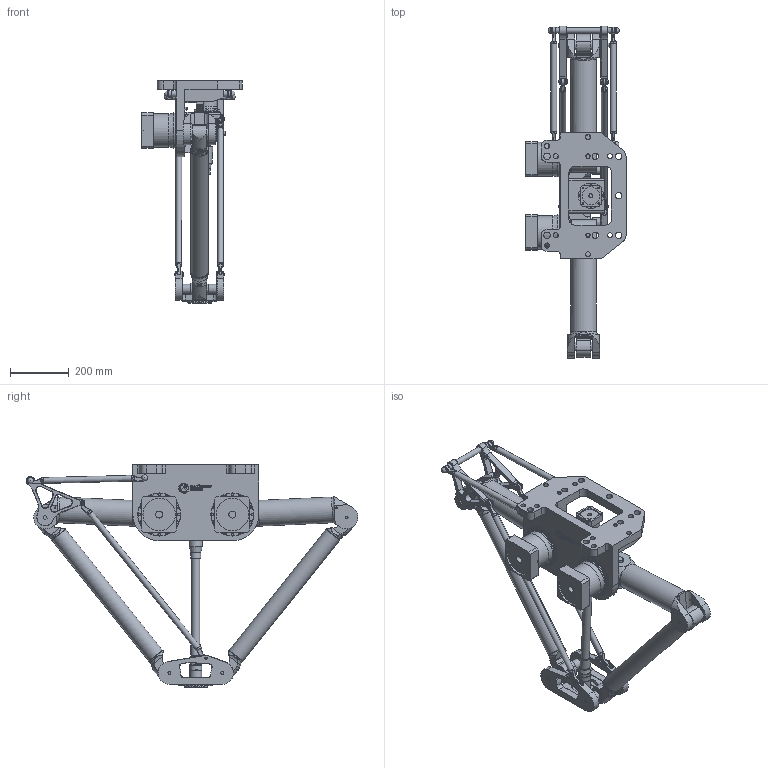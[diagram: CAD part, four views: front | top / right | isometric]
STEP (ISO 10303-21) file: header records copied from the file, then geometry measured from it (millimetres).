
FILE_DESCRIPTION(/* description */ (''),/* implementation_level */ '2;1');
FILE_NAME(/* name */ '3D-model_A_00921.stp',/* time_stamp */ '2022-02-23T09:15:17+01:00',/* author */ ('michael.schutter'),/* organization */ ('Majatronic'),/* preprocessor_version */ 'ST-DEVELOPER v16.5',/* originating_system */ 'Autodesk Inventor 2017',/* authorisation */ '');
FILE_SCHEMA (('AUTOMOTIVE_DESIGN { 1 0 10303 214 3 1 1 }'));
Length unit declared in the file: millimetre
Products named in the file (16): A_00921_DUMMY; MT_BGR00021224MT_BGR; MT_WST00066933MT_WST; MT_WST00055121MT_WST; MT_WST00055534MT_WST; MT_WST00066935MT_WST; MT_WST00065780MT_WST; MT_WST00065781MT_WST; MT_WST00065790MT_WST; MT_WST00060925MT_WST; MT_WST00065782MT_WST; MT_WST00065791MT_WST; MT_WST00065727MT_WST; MT_WST00066934MT_WST; MT_WST00106863; MT_WST00106864
Assembly tree (19 placements, depth 3):
  A_00921_DUMMY
    MT_BGR00021224MT_BGR
      MT_WST00066933MT_WST
      MT_WST00055121MT_WST  x2
      MT_WST00055534MT_WST
      MT_WST00066935MT_WST
    MT_WST00065780MT_WST
    MT_WST00065781MT_WST
    MT_WST00065790MT_WST  x2
    MT_WST00060925MT_WST
    MT_WST00065782MT_WST  x2
    MT_WST00065791MT_WST  x2
    MT_WST00065727MT_WST
    MT_WST00066934MT_WST
    MT_WST00106863
    MT_WST00106864
Bounding box: 342 x 1133.71 x 760 mm (x, y, z)
Volume: 21660315 mm3; surface area: 1986117.1 mm2
Topology: 19 solids, 20 shells, 2186 faces, 5000 edges, 3183 vertices
Faces by surface type: plane 1035, cylinder 720, cone 305, torus 88, bspline 30, sphere 8
Full cylindrical faces by diameter (mm): 4.134 x32, 4.35 x8, 4.917 x20, 5 x32, 6 x9, 8 x4, 8.2 x24, 8.5 x32, 10 x36, 10.106 x1, 12 x5, 13 x24, 14 x1, 15 x4, 17.294 x8, 18 x16, 19.98 x8, 20 x23, 22 x7, 24 x2, 25 x2, 28 x1, 32 x13, 33 x1, 35 x1, 40 x11, 45 x1, 46 x1, 59.98 x4, 60 x6
Entity records: 53794 total; most frequent: CARTESIAN_POINT 13200, DIRECTION 8546, ORIENTED_EDGE 7262, EDGE_CURVE 3630, AXIS2_PLACEMENT_3D 3277, VERTEX_POINT 2545, EDGE_LOOP 2497, LINE 1992
